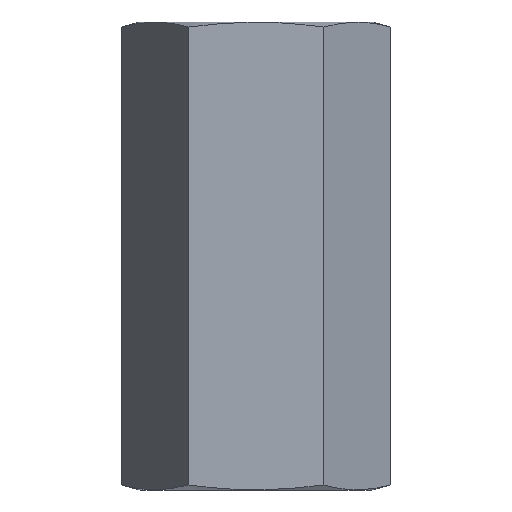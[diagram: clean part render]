
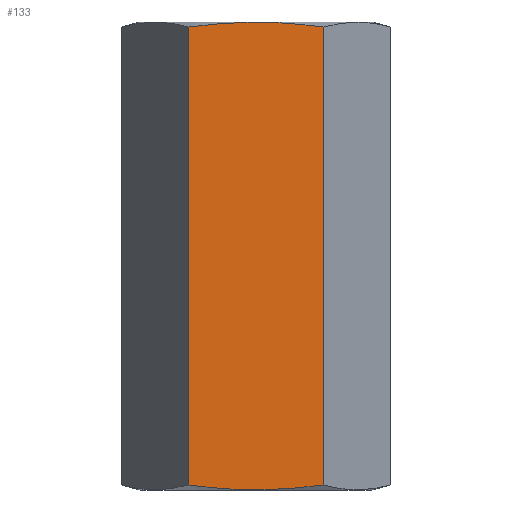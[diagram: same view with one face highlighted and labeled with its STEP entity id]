
A CAD part, front view. The second image highlights one B-rep face of the part: STEP entity #133.
In plain terms, the highlighted planar face has unit normal (0, -1, 0).
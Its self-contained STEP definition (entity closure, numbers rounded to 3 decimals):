
#115=VERTEX_POINT('',#298);
#133=ADVANCED_FACE('',(#319),#320,.T.);
#137=VERTEX_POINT('',#325);
#149=VERTEX_POINT('',#338);
#203=EDGE_CURVE('',#227,#149,#397,.T.);
#205=EDGE_CURVE('',#137,#227,#399,.T.);
#211=EDGE_CURVE('',#149,#115,#406,.T.);
#227=VERTEX_POINT('',#424);
#265=EDGE_CURVE('',#115,#137,#467,.T.);
#298=CARTESIAN_POINT('',(-6.05,-10.479,-0.454));
#319=FACE_OUTER_BOUND('',#537,.T.);
#320=PLANE('',#538);
#325=CARTESIAN_POINT('',(6.05,-10.479,-0.454));
#338=CARTESIAN_POINT('',(-6.05,-10.479,-41.546));
#397=(B_SPLINE_CURVE(2,(#687,#688,#689),.UNSPECIFIED.,.F.,.F.)B_SPLINE_CURVE_WITH_KNOTS((3,3),(0.0,12.131),.UNSPECIFIED.)RATIONAL_B_SPLINE_CURVE((1.0,1.155,1.0))BOUNDED_CURVE()REPRESENTATION_ITEM('')GEOMETRIC_REPRESENTATION_ITEM()CURVE());
#399=LINE('',#698,#699);
#406=LINE('',#709,#710);
#424=CARTESIAN_POINT('',(6.05,-10.479,-41.546));
#467=(B_SPLINE_CURVE(2,(#814,#815,#816),.UNSPECIFIED.,.F.,.F.)B_SPLINE_CURVE_WITH_KNOTS((3,3),(0.0,12.131),.UNSPECIFIED.)RATIONAL_B_SPLINE_CURVE((1.0,1.155,1.0))BOUNDED_CURVE()REPRESENTATION_ITEM('')GEOMETRIC_REPRESENTATION_ITEM()CURVE());
#537=EDGE_LOOP('',(#878,#879,#880,#881));
#538=AXIS2_PLACEMENT_3D('',#882,#883,#884);
#687=CARTESIAN_POINT('',(6.05,-10.479,-41.546));
#688=CARTESIAN_POINT('',(0.,-10.479,-42.357));
#689=CARTESIAN_POINT('',(-6.05,-10.479,-41.546));
#698=CARTESIAN_POINT('',(6.05,-10.479,-21.));
#699=VECTOR('',#970,1.0);
#709=CARTESIAN_POINT('',(-6.05,-10.479,-21.));
#710=VECTOR('',#980,1.0);
#814=CARTESIAN_POINT('',(-6.05,-10.479,-0.454));
#815=CARTESIAN_POINT('',(0.,-10.479,0.357));
#816=CARTESIAN_POINT('',(6.05,-10.479,-0.454));
#878=ORIENTED_EDGE('',*,*,#265,.F.);
#879=ORIENTED_EDGE('',*,*,#211,.F.);
#880=ORIENTED_EDGE('',*,*,#203,.F.);
#881=ORIENTED_EDGE('',*,*,#205,.F.);
#882=CARTESIAN_POINT('',(6.05,-10.479,-42.));
#883=DIRECTION('',(0.0,-1.0,0.0));
#884=DIRECTION('',(0.0,0.0,1.0));
#970=DIRECTION('',(0.0,0.0,-1.0));
#980=DIRECTION('',(0.0,0.0,1.0));
